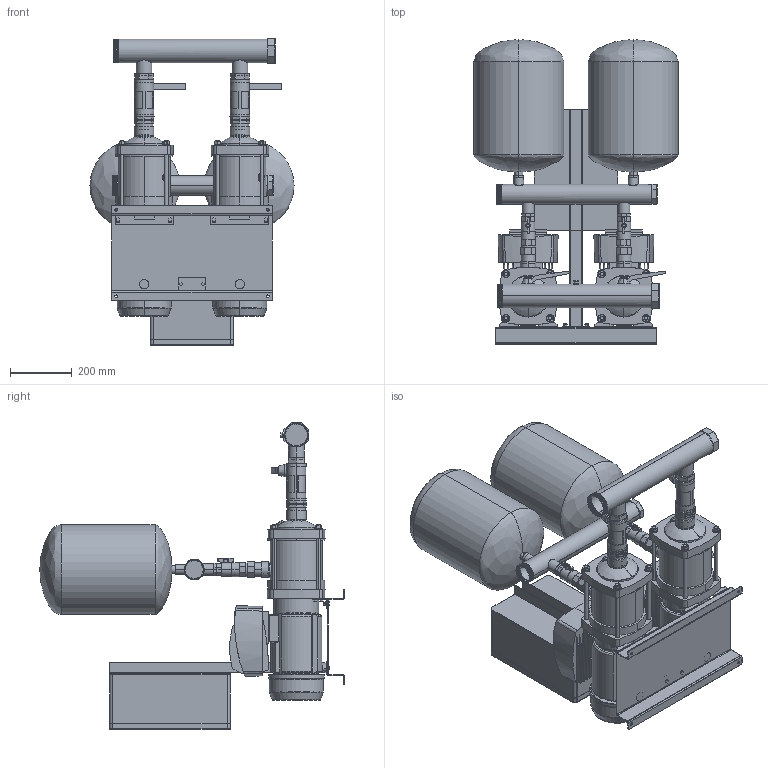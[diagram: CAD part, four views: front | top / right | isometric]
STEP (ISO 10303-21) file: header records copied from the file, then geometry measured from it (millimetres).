
FILE_DESCRIPTION (( 'STEP AP214' ), '1' );
FILE_NAME ('2EH_15-4_TE.STEP', '2021-01-22T09:38:00', ( '' ), ( '' ), 'SwSTEP 2.0', 'SolidWorks 2020', '' );
FILE_SCHEMA (( 'AUTOMOTIVE_DESIGN' ));
Length unit declared in the file: millimetre
Products named in the file (1): 2EH_15-4_TE
Bounding box: 660 x 985 x 991.9 mm (x, y, z)
Volume: 70326266.4 mm3; surface area: 5525579.4 mm2
Topology: 77 solids, 78 shells, 1767 faces, 4198 edges, 2724 vertices
Faces by surface type: plane 880, cylinder 707, cone 108, bspline 36, torus 28, sphere 8
Entity records: 84376 total; most frequent: CARTESIAN_POINT 22867, DIRECTION 8596, ORIENTED_EDGE 8388, EDGE_CURVE 4194, AXIS2_PLACEMENT_3D 3126, VERTEX_POINT 2724, VECTOR 2344, LINE 2344
